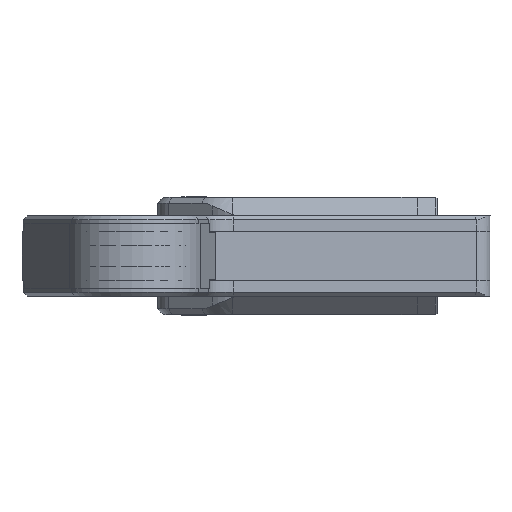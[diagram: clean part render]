
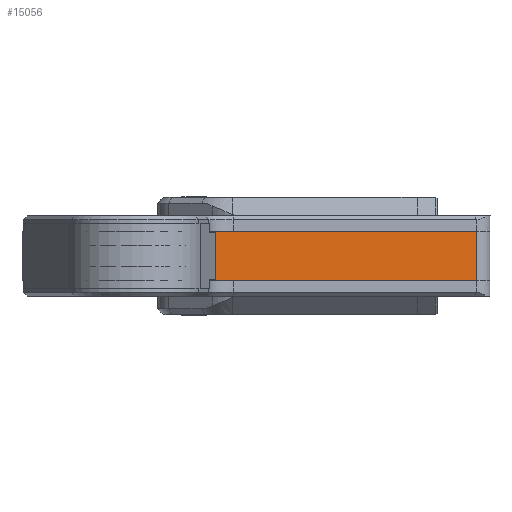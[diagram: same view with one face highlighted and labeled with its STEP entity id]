
A CAD part, front view. The second image highlights one B-rep face of the part: STEP entity #15056.
In plain terms, the highlighted face is planar.
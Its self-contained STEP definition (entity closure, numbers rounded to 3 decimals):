
#1873 = EDGE_CURVE ( 'NONE', #14921, #34479, #30472, .T. ) ;
#4841 = FACE_OUTER_BOUND ( 'NONE', #22963, .T. ) ;
#4961 = CARTESIAN_POINT ( 'NONE',  ( 173.047, 0., 16.281 ) ) ;
#5357 = PLANE ( 'NONE',  #23653 ) ;
#5748 = ORIENTED_EDGE ( 'NONE', *, *, #48482, .T. ) ;
#7812 = CARTESIAN_POINT ( 'NONE',  ( 173.047, 0., -16.281 ) ) ;
#8374 = ORIENTED_EDGE ( 'NONE', *, *, #13679, .T. ) ;
#8747 = DIRECTION ( 'NONE',  ( 0., 0., -1. ) ) ;
#9598 = DIRECTION ( 'NONE',  ( 0., 0., 1. ) ) ;
#10981 = DIRECTION ( 'NONE',  ( 1., 0., 0. ) ) ;
#13679 = EDGE_CURVE ( 'NONE', #29280, #14921, #36409, .T. ) ;
#14215 = VERTEX_POINT ( 'NONE', #4961 ) ;
#14921 = VERTEX_POINT ( 'NONE', #44405 ) ;
#14924 = CARTESIAN_POINT ( 'NONE',  ( 0., 0., -16.281 ) ) ;
#15056 = ADVANCED_FACE ( 'NONE', ( #4841 ), #5357, .F. ) ;
#15809 = EDGE_CURVE ( 'NONE', #29280, #14215, #30196, .T. ) ;
#19453 = DIRECTION ( 'NONE',  ( 0., 0., 1. ) ) ;
#20174 = VECTOR ( 'NONE', #8747, 1000. ) ;
#21454 = CARTESIAN_POINT ( 'NONE',  ( 0., 0., 16.281 ) ) ;
#22041 = CARTESIAN_POINT ( 'NONE',  ( 0., 0., 16.281 ) ) ;
#22963 = EDGE_LOOP ( 'NONE', ( #36150, #5748, #43320, #8374 ) ) ;
#23135 = LINE ( 'NONE', #23907, #42185 ) ;
#23653 = AXIS2_PLACEMENT_3D ( 'NONE', #21454, #44666, #9598 ) ;
#23907 = CARTESIAN_POINT ( 'NONE',  ( 173.047, 0., -16.281 ) ) ;
#24546 = VECTOR ( 'NONE', #46296, 1000. ) ;
#29280 = VERTEX_POINT ( 'NONE', #47948 ) ;
#30196 = LINE ( 'NONE', #22041, #24546 ) ;
#30472 = LINE ( 'NONE', #14924, #34445 ) ;
#34445 = VECTOR ( 'NONE', #10981, 1000. ) ;
#34479 = VERTEX_POINT ( 'NONE', #7812 ) ;
#36150 = ORIENTED_EDGE ( 'NONE', *, *, #1873, .T. ) ;
#36409 = LINE ( 'NONE', #48293, #20174 ) ;
#42185 = VECTOR ( 'NONE', #19453, 1000. ) ;
#43320 = ORIENTED_EDGE ( 'NONE', *, *, #15809, .F. ) ;
#44405 = CARTESIAN_POINT ( 'NONE',  ( 0., 0., -16.281 ) ) ;
#44666 = DIRECTION ( 'NONE',  ( 0., 1., 0. ) ) ;
#46296 = DIRECTION ( 'NONE',  ( 1., 0., 0. ) ) ;
#47948 = CARTESIAN_POINT ( 'NONE',  ( 0., 0., 16.281 ) ) ;
#48293 = CARTESIAN_POINT ( 'NONE',  ( 0., 0., 16.281 ) ) ;
#48482 = EDGE_CURVE ( 'NONE', #34479, #14215, #23135, .T. ) ;
